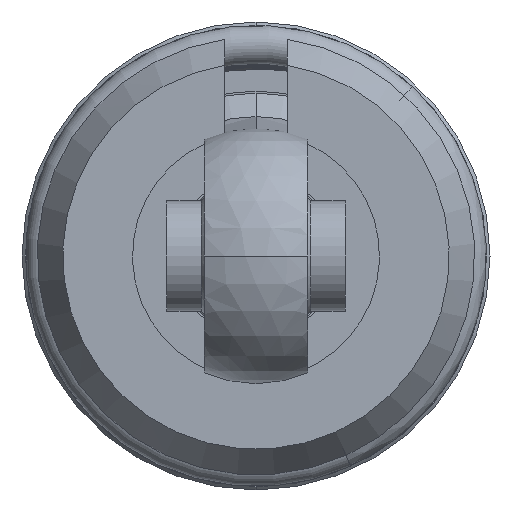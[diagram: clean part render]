
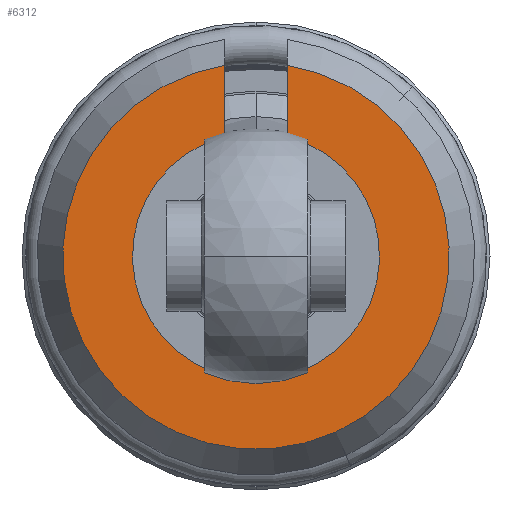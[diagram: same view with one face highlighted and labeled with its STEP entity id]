
A CAD part, front view. The second image highlights one B-rep face of the part: STEP entity #6312.
In plain terms, the highlighted planar face has unit normal (0, -1, 0).
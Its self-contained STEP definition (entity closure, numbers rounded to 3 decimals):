
#540 = AXIS2_PLACEMENT_3D ( 'NONE', #13744, #15345, #6785 ) ;
#946 = ORIENTED_EDGE ( 'NONE', *, *, #16672, .F. ) ;
#1144 = DIRECTION ( 'NONE',  ( 0., -1., 0. ) ) ;
#1204 = CARTESIAN_POINT ( 'NONE',  ( 1.125, -32.624, 4.331 ) ) ;
#1212 = DIRECTION ( 'NONE',  ( 0., 0., -1. ) ) ;
#1312 = DIRECTION ( 'NONE',  ( 0., 0., -1. ) ) ;
#2535 = EDGE_CURVE ( 'NONE', #7583, #13480, #5133, .T. ) ;
#2834 = CARTESIAN_POINT ( 'NONE',  ( 0., -32.624, 0. ) ) ;
#2852 = EDGE_LOOP ( 'NONE', ( #946, #17311, #15181, #5282, #13671 ) ) ;
#2954 = AXIS2_PLACEMENT_3D ( 'NONE', #5268, #1144, #6683 ) ;
#3141 = VECTOR ( 'NONE', #7324, 1000. ) ;
#3200 = LINE ( 'NONE', #9811, #8746 ) ;
#3574 = CARTESIAN_POINT ( 'NONE',  ( 0., -32.624, -4.475 ) ) ;
#4016 = LINE ( 'NONE', #11349, #3141 ) ;
#4862 = CARTESIAN_POINT ( 'NONE',  ( 0., -32.624, 0. ) ) ;
#4896 = FACE_OUTER_BOUND ( 'NONE', #2852, .T. ) ;
#4979 = CIRCLE ( 'NONE', #2954, 4.475 ) ;
#5034 = CARTESIAN_POINT ( 'NONE',  ( -1.125, -32.624, 4.331 ) ) ;
#5133 = CIRCLE ( 'NONE', #13841, 7. ) ;
#5216 = CARTESIAN_POINT ( 'NONE',  ( 1.125, -32.624, 6.909 ) ) ;
#5268 = CARTESIAN_POINT ( 'NONE',  ( 0., -32.624, 0. ) ) ;
#5282 = ORIENTED_EDGE ( 'NONE', *, *, #8922, .F. ) ;
#6135 = CARTESIAN_POINT ( 'NONE',  ( -1.125, -32.624, 6.909 ) ) ;
#6312 = ADVANCED_FACE ( 'NONE', ( #4896 ), #14125, .T. ) ;
#6683 = DIRECTION ( 'NONE',  ( 0., 0., -1. ) ) ;
#6785 = DIRECTION ( 'NONE',  ( 0., 0., -1. ) ) ;
#7138 = CIRCLE ( 'NONE', #540, 4.475 ) ;
#7324 = DIRECTION ( 'NONE',  ( 0., 0., 1. ) ) ;
#7583 = VERTEX_POINT ( 'NONE', #6135 ) ;
#8746 = VECTOR ( 'NONE', #1312, 1000. ) ;
#8922 = EDGE_CURVE ( 'NONE', #15295, #13982, #7138, .T. ) ;
#9811 = CARTESIAN_POINT ( 'NONE',  ( -1.125, -32.624, 0. ) ) ;
#11203 = EDGE_CURVE ( 'NONE', #13982, #13480, #4016, .T. ) ;
#11228 = AXIS2_PLACEMENT_3D ( 'NONE', #2834, #18175, #1212 ) ;
#11349 = CARTESIAN_POINT ( 'NONE',  ( 1.125, -32.624, 0. ) ) ;
#11992 = DIRECTION ( 'NONE',  ( 0., 0., -1. ) ) ;
#12828 = VERTEX_POINT ( 'NONE', #5034 ) ;
#13480 = VERTEX_POINT ( 'NONE', #5216 ) ;
#13612 = EDGE_CURVE ( 'NONE', #12828, #15295, #4979, .T. ) ;
#13671 = ORIENTED_EDGE ( 'NONE', *, *, #13612, .F. ) ;
#13744 = CARTESIAN_POINT ( 'NONE',  ( 0., -32.624, 0. ) ) ;
#13841 = AXIS2_PLACEMENT_3D ( 'NONE', #4862, #14668, #11992 ) ;
#13982 = VERTEX_POINT ( 'NONE', #1204 ) ;
#14125 = PLANE ( 'NONE',  #11228 ) ;
#14668 = DIRECTION ( 'NONE',  ( 0., -1., 0. ) ) ;
#15181 = ORIENTED_EDGE ( 'NONE', *, *, #11203, .F. ) ;
#15295 = VERTEX_POINT ( 'NONE', #3574 ) ;
#15345 = DIRECTION ( 'NONE',  ( 0., -1., 0. ) ) ;
#16672 = EDGE_CURVE ( 'NONE', #7583, #12828, #3200, .T. ) ;
#17311 = ORIENTED_EDGE ( 'NONE', *, *, #2535, .T. ) ;
#18175 = DIRECTION ( 'NONE',  ( 0., -1., 0. ) ) ;
